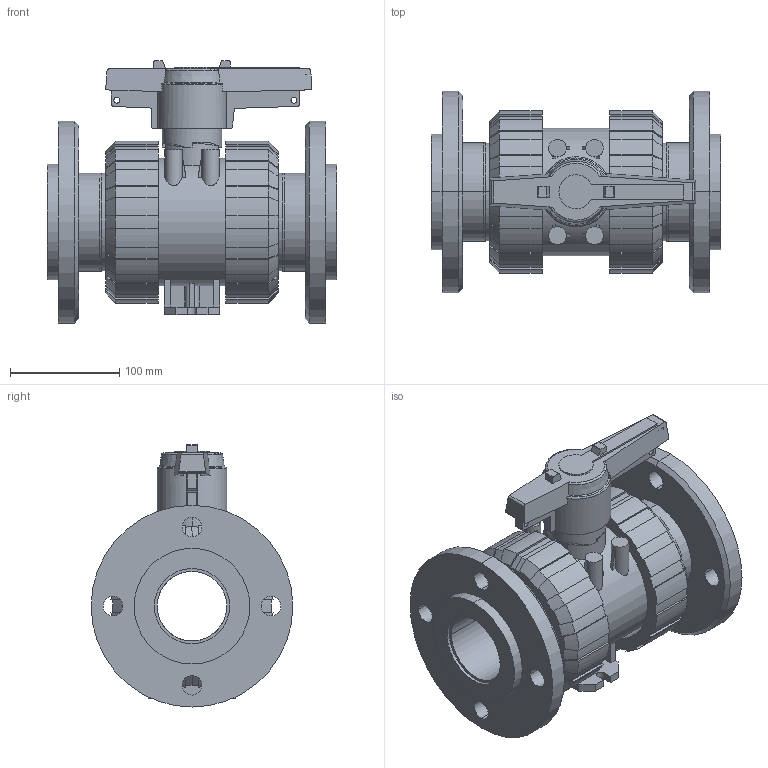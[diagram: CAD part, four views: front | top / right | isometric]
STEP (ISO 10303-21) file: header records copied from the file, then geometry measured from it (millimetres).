
FILE_DESCRIPTION(('STEP AP214'),'1');
FILE_NAME('cctmp_73549BE1-398C-4E75-8A93-B3FA8E5876B5_2022_05_05_11_33_34_0280..stp','2022-05-05T09:33:34',('Praher Valves GmbH'),('CADClick - www.CADClick.com'),'Spatial InterOp 3D',' ','unknown authorization');
FILE_SCHEMA(('AUTOMOTIVE_DESIGN'));
Length unit declared in the file: millimetre
Products named in the file (11): cc_unnamed; 210513_9; 210513_8; 210513_7; 210513_6; 210513_5; 210513_4; 210513_3; 210513_2; 210513_1; 210513
Assembly tree (10 placements, depth 2):
  cc_unnamed
    210513_9
    210513_8
    210513_7
    210513_6
    210513_5
    210513_4
    210513_3
    210513_2
    210513_1
    210513
Bounding box: 265.5 x 185 x 240.33 mm (x, y, z)
Volume: 3120904.3 mm3; surface area: 554577.7 mm2
Topology: 10 solids, 10 shells, 512 faces, 1421 edges, 944 vertices
Faces by surface type: plane 236, cylinder 160, cone 88, bspline 20, torus 8
Entity records: 21986 total; most frequent: CARTESIAN_POINT 4571, ORIENTED_EDGE 2842, DIRECTION 2679, EDGE_CURVE 1421, AXIS2_PLACEMENT_3D 987, VERTEX_POINT 944, LINE 705, VECTOR 705
